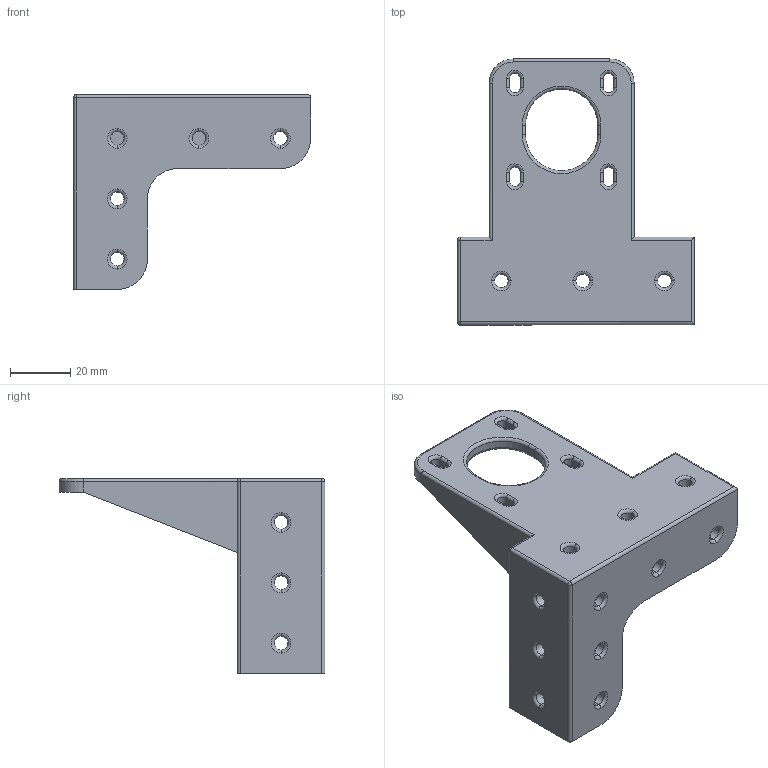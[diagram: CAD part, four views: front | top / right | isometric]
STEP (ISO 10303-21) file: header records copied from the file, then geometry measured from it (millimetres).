
FILE_DESCRIPTION (( 'STEP AP214' ), '1' );
FILE_NAME ('L_Dual_Z.STEP', '2016-08-14T04:32:37', ( '' ), ( '' ), 'SwSTEP 2.0', 'SolidWorks 2016', '' );
FILE_SCHEMA (( 'AUTOMOTIVE_DESIGN' ));
Length unit declared in the file: millimetre
Products named in the file (1): L_Dual_Z
Bounding box: 78.5 x 88 x 64.5 mm (x, y, z)
Volume: 48976.8 mm3; surface area: 26104.4 mm2
Topology: 1 solids, 1 shells, 169 faces, 413 edges, 244 vertices
Faces by surface type: cylinder 80, torus 54, plane 33, sphere 2
Entity records: 5081 total; most frequent: DIRECTION 985, CARTESIAN_POINT 837, ORIENTED_EDGE 822, EDGE_CURVE 411, AXIS2_PLACEMENT_3D 408, VERTEX_POINT 244, CIRCLE 238, EDGE_LOOP 211
